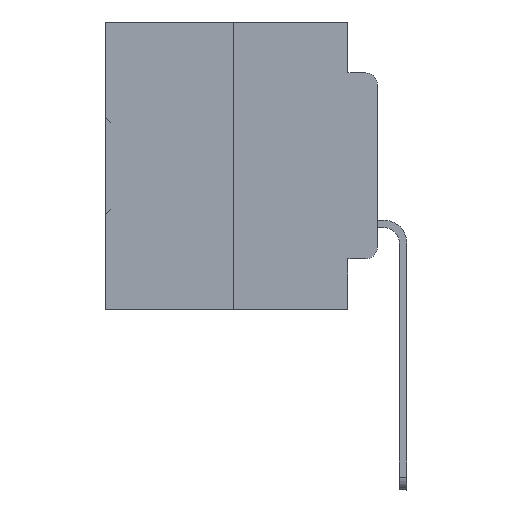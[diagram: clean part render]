
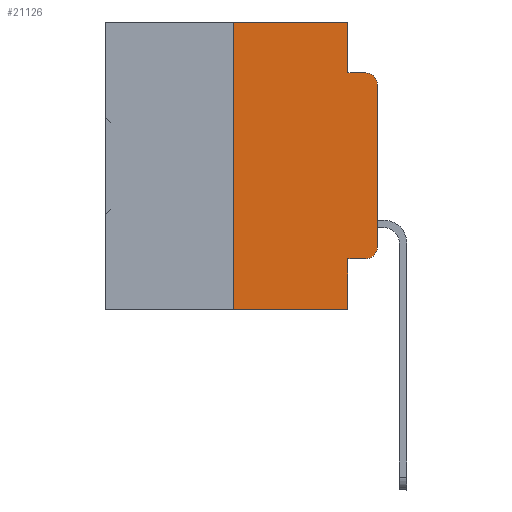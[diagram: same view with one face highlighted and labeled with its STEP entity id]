
A CAD part, left-side view. The second image highlights one B-rep face of the part: STEP entity #21126.
In plain terms, the highlighted planar face has unit normal (-1, 0, 0).
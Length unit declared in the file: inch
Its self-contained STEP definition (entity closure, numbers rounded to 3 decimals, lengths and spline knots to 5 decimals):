
#1422 = VECTOR ( 'NONE', #35216, 39.37008 ) ;
#1425 = DIRECTION ( 'NONE',  ( 0., -1., 0. ) ) ;
#2779 = FACE_OUTER_BOUND ( 'NONE', #25582, .T. ) ;
#3196 = CARTESIAN_POINT ( 'NONE',  ( 0., 0.051, 0. ) ) ;
#3239 = ORIENTED_EDGE ( 'NONE', *, *, #6769, .T. ) ;
#3328 = CARTESIAN_POINT ( 'NONE',  ( 0., 0.25, -0.5 ) ) ;
#3458 = VERTEX_POINT ( 'NONE', #32132 ) ;
#3900 = CARTESIAN_POINT ( 'NONE',  ( 0., 0.051, -0.0885 ) ) ;
#3964 = EDGE_CURVE ( 'NONE', #27210, #11054, #14289, .T. ) ;
#4482 = CARTESIAN_POINT ( 'NONE',  ( 0., 0.051, 0. ) ) ;
#4846 = CARTESIAN_POINT ( 'NONE',  ( 0., 0.051, 0. ) ) ;
#4874 = VECTOR ( 'NONE', #33699, 39.37008 ) ;
#5021 = DIRECTION ( 'NONE',  ( 0., 0., -1. ) ) ;
#5626 = CARTESIAN_POINT ( 'NONE',  ( 0., 0.051, -0.4115 ) ) ;
#5793 = CARTESIAN_POINT ( 'NONE',  ( 0., 0., -0.1085 ) ) ;
#6381 = LINE ( 'NONE', #11931, #1422 ) ;
#6769 = EDGE_CURVE ( 'NONE', #21280, #20418, #10614, .T. ) ;
#7828 = CARTESIAN_POINT ( 'NONE',  ( 0., 0.473, -0.5 ) ) ;
#8154 = DIRECTION ( 'NONE',  ( -1., 0., 0. ) ) ;
#8751 = LINE ( 'NONE', #3196, #4874 ) ;
#9148 = AXIS2_PLACEMENT_3D ( 'NONE', #36249, #8154, #14041 ) ;
#9730 = EDGE_CURVE ( 'NONE', #33696, #20418, #8751, .T. ) ;
#9783 = VECTOR ( 'NONE', #13926, 39.37008 ) ;
#10043 = DIRECTION ( 'NONE',  ( -1., 0., 0. ) ) ;
#10614 = LINE ( 'NONE', #7828, #19774 ) ;
#10990 = ORIENTED_EDGE ( 'NONE', *, *, #11302, .F. ) ;
#11054 = VERTEX_POINT ( 'NONE', #5793 ) ;
#11285 = PLANE ( 'NONE',  #31338 ) ;
#11302 = EDGE_CURVE ( 'NONE', #25892, #3458, #36096, .T. ) ;
#11931 = CARTESIAN_POINT ( 'NONE',  ( 0., 0.25, 0. ) ) ;
#12208 = LINE ( 'NONE', #23466, #25090 ) ;
#12219 = ORIENTED_EDGE ( 'NONE', *, *, #9730, .F. ) ;
#12355 = VECTOR ( 'NONE', #1425, 39.37008 ) ;
#12465 = ORIENTED_EDGE ( 'NONE', *, *, #25934, .T. ) ;
#13558 = DIRECTION ( 'NONE',  ( 0., -1., 0. ) ) ;
#13762 = CARTESIAN_POINT ( 'NONE',  ( 0., 0.02, -0.4115 ) ) ;
#13926 = DIRECTION ( 'NONE',  ( 0., 0., 1. ) ) ;
#14037 = DIRECTION ( 'NONE',  ( 1., 0., 0. ) ) ;
#14039 = VERTEX_POINT ( 'NONE', #23059 ) ;
#14041 = DIRECTION ( 'NONE',  ( 0., 0., -1. ) ) ;
#14289 = LINE ( 'NONE', #22784, #9783 ) ;
#14431 = CIRCLE ( 'NONE', #9148, 0.02 ) ;
#14975 = ORIENTED_EDGE ( 'NONE', *, *, #19841, .T. ) ;
#15483 = EDGE_CURVE ( 'NONE', #32242, #25892, #12208, .T. ) ;
#15528 = DIRECTION ( 'NONE',  ( 0., -1., 0. ) ) ;
#15548 = VECTOR ( 'NONE', #5021, 39.37008 ) ;
#15936 = CARTESIAN_POINT ( 'NONE',  ( 0., 0., -0.3915 ) ) ;
#16044 = ORIENTED_EDGE ( 'NONE', *, *, #3964, .T. ) ;
#16633 = DIRECTION ( 'NONE',  ( 0., 0., -1. ) ) ;
#18037 = CARTESIAN_POINT ( 'NONE',  ( 0., 0.051, -0.4115 ) ) ;
#18404 = CARTESIAN_POINT ( 'NONE',  ( 0., 0.25, 0. ) ) ;
#19774 = VECTOR ( 'NONE', #13558, 39.37008 ) ;
#19841 = EDGE_CURVE ( 'NONE', #33696, #32508, #23929, .T. ) ;
#20125 = CARTESIAN_POINT ( 'NONE',  ( 0., 0.473, 0. ) ) ;
#20418 = VERTEX_POINT ( 'NONE', #20638 ) ;
#20638 = CARTESIAN_POINT ( 'NONE',  ( 0., 0.051, -0.5 ) ) ;
#21126 = ADVANCED_FACE ( 'NONE', ( #2779 ), #11285, .F. ) ;
#21280 = VERTEX_POINT ( 'NONE', #3328 ) ;
#22259 = ORIENTED_EDGE ( 'NONE', *, *, #15483, .F. ) ;
#22784 = CARTESIAN_POINT ( 'NONE',  ( 0., 0., 0. ) ) ;
#23059 = CARTESIAN_POINT ( 'NONE',  ( 0., 0.02, -0.0885 ) ) ;
#23466 = CARTESIAN_POINT ( 'NONE',  ( 0., 0.473, 0. ) ) ;
#23650 = LINE ( 'NONE', #3900, #28193 ) ;
#23929 = LINE ( 'NONE', #18037, #12355 ) ;
#25090 = VECTOR ( 'NONE', #31827, 39.37008 ) ;
#25291 = EDGE_CURVE ( 'NONE', #21280, #32242, #6381, .T. ) ;
#25582 = EDGE_LOOP ( 'NONE', ( #16044, #34056, #35921, #10990, #22259, #25991, #3239, #12219, #14975, #12465 ) ) ;
#25892 = VERTEX_POINT ( 'NONE', #4482 ) ;
#25934 = EDGE_CURVE ( 'NONE', #32508, #27210, #29190, .T. ) ;
#25991 = ORIENTED_EDGE ( 'NONE', *, *, #25291, .F. ) ;
#26056 = EDGE_CURVE ( 'NONE', #11054, #14039, #14431, .T. ) ;
#27210 = VERTEX_POINT ( 'NONE', #15936 ) ;
#28193 = VECTOR ( 'NONE', #15528, 39.37008 ) ;
#29185 = EDGE_CURVE ( 'NONE', #3458, #14039, #23650, .T. ) ;
#29190 = CIRCLE ( 'NONE', #30387, 0.02 ) ;
#29984 = CARTESIAN_POINT ( 'NONE',  ( 0., 0.02, -0.3915 ) ) ;
#30337 = DIRECTION ( 'NONE',  ( 0., 0., -1. ) ) ;
#30387 = AXIS2_PLACEMENT_3D ( 'NONE', #29984, #10043, #30337 ) ;
#31338 = AXIS2_PLACEMENT_3D ( 'NONE', #20125, #14037, #16633 ) ;
#31827 = DIRECTION ( 'NONE',  ( 0., -1., 0. ) ) ;
#32132 = CARTESIAN_POINT ( 'NONE',  ( 0., 0.051, -0.0885 ) ) ;
#32242 = VERTEX_POINT ( 'NONE', #18404 ) ;
#32508 = VERTEX_POINT ( 'NONE', #13762 ) ;
#33696 = VERTEX_POINT ( 'NONE', #5626 ) ;
#33699 = DIRECTION ( 'NONE',  ( 0., 0., -1. ) ) ;
#34056 = ORIENTED_EDGE ( 'NONE', *, *, #26056, .T. ) ;
#35216 = DIRECTION ( 'NONE',  ( 0., 0., 1. ) ) ;
#35921 = ORIENTED_EDGE ( 'NONE', *, *, #29185, .F. ) ;
#36096 = LINE ( 'NONE', #4846, #15548 ) ;
#36249 = CARTESIAN_POINT ( 'NONE',  ( 0., 0.02, -0.1085 ) ) ;
